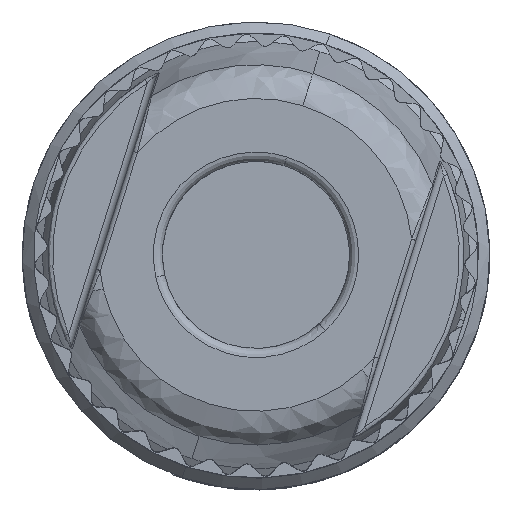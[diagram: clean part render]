
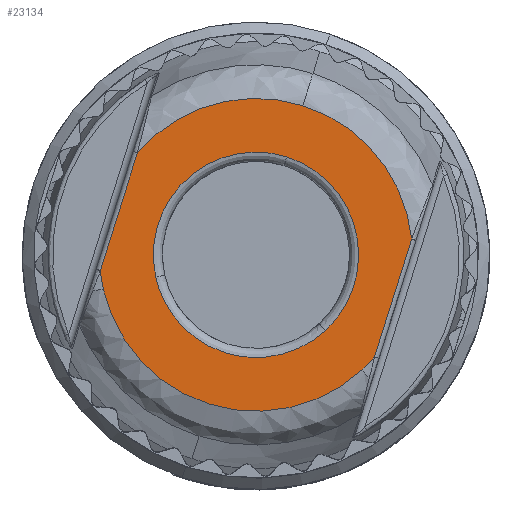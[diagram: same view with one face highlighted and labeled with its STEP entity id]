
A CAD part, top view. The second image highlights one B-rep face of the part: STEP entity #23134.
In plain terms, the highlighted planar face has unit normal (0, 0, 1).
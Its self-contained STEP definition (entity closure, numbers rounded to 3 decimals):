
#23068=AXIS2_PLACEMENT_3D('Plane Axis2P3D',#23065,#23066,#23067) ;
#23081=AXIS2_PLACEMENT_3D('Circle Axis2P3D',#23079,#23080,$) ;
#23088=AXIS2_PLACEMENT_3D('Circle Axis2P3D',#23086,#23087,$) ;
#23102=AXIS2_PLACEMENT_3D('Circle Axis2P3D',#23100,#23101,$) ;
#23109=AXIS2_PLACEMENT_3D('Circle Axis2P3D',#23107,#23108,$) ;
#23116=AXIS2_PLACEMENT_3D('Circle Axis2P3D',#23114,#23115,$) ;
#22983=CARTESIAN_POINT('Vertex',(11.599,14.543,48.9)) ;
#22987=CARTESIAN_POINT('Control Point',(5.858,9.272,48.9)) ;
#22988=CARTESIAN_POINT('Control Point',(4.164,16.88,48.9)) ;
#22989=CARTESIAN_POINT('Control Point',(11.599,14.543,48.9)) ;
#22990=CARTESIAN_POINT('Vertex',(5.858,9.272,48.9)) ;
#23016=CARTESIAN_POINT('Control Point',(8.901,5.957,48.9)) ;
#23017=CARTESIAN_POINT('Control Point',(6.422,6.736,48.9)) ;
#23018=CARTESIAN_POINT('Control Point',(5.858,9.272,48.9)) ;
#23019=CARTESIAN_POINT('Vertex',(8.901,5.957,48.9)) ;
#23023=CARTESIAN_POINT('Control Point',(13.293,6.935,48.9)) ;
#23024=CARTESIAN_POINT('Control Point',(11.379,5.178,48.9)) ;
#23025=CARTESIAN_POINT('Control Point',(8.901,5.957,48.9)) ;
#23026=CARTESIAN_POINT('Vertex',(13.293,6.935,48.9)) ;
#23054=CARTESIAN_POINT('Control Point',(11.599,14.543,48.9)) ;
#23055=CARTESIAN_POINT('Control Point',(19.035,12.206,48.9)) ;
#23056=CARTESIAN_POINT('Control Point',(13.293,6.935,48.9)) ;
#23065=CARTESIAN_POINT('Axis2P3D Location',(15.049,0.506,48.9)) ;
#23070=CARTESIAN_POINT('Line Origine',(16.26,8.361,48.9)) ;
#23074=CARTESIAN_POINT('Vertex',(15.448,5.778,48.9)) ;
#23076=CARTESIAN_POINT('Vertex',(17.072,10.944,48.9)) ;
#23079=CARTESIAN_POINT('Axis2P3D Location',(10.25,10.25,48.9)) ;
#23083=CARTESIAN_POINT('Vertex',(12.306,16.792,48.9)) ;
#23086=CARTESIAN_POINT('Axis2P3D Location',(10.25,10.25,48.9)) ;
#23090=CARTESIAN_POINT('Vertex',(5.052,14.722,48.9)) ;
#23093=CARTESIAN_POINT('Line Origine',(4.24,12.139,48.9)) ;
#23097=CARTESIAN_POINT('Vertex',(3.428,9.556,48.9)) ;
#23100=CARTESIAN_POINT('Axis2P3D Location',(10.25,10.25,48.9)) ;
#23104=CARTESIAN_POINT('Vertex',(3.557,8.76,48.9)) ;
#23107=CARTESIAN_POINT('Axis2P3D Location',(10.25,10.25,48.9)) ;
#23111=CARTESIAN_POINT('Vertex',(14.887,5.199,48.9)) ;
#23114=CARTESIAN_POINT('Axis2P3D Location',(10.25,10.25,48.9)) ;
#23066=DIRECTION('Axis2P3D Direction',(0.,0.,1.)) ;
#23067=DIRECTION('Axis2P3D XDirection',(0.3,0.954,0.)) ;
#23071=DIRECTION('Vector Direction',(0.3,0.954,0.)) ;
#23080=DIRECTION('Axis2P3D Direction',(0.,0.,1.)) ;
#23087=DIRECTION('Axis2P3D Direction',(0.,0.,1.)) ;
#23094=DIRECTION('Vector Direction',(-0.3,-0.954,0.)) ;
#23101=DIRECTION('Axis2P3D Direction',(0.,0.,1.)) ;
#23108=DIRECTION('Axis2P3D Direction',(0.,0.,1.)) ;
#23115=DIRECTION('Axis2P3D Direction',(0.,0.,1.)) ;
#23072=VECTOR('Line Direction',#23071,1.) ;
#23095=VECTOR('Line Direction',#23094,1.) ;
#23120=ORIENTED_EDGE('',*,*,#23078,.T.) ;
#23121=ORIENTED_EDGE('',*,*,#23085,.T.) ;
#23122=ORIENTED_EDGE('',*,*,#23092,.T.) ;
#23123=ORIENTED_EDGE('',*,*,#23099,.T.) ;
#23124=ORIENTED_EDGE('',*,*,#23106,.T.) ;
#23125=ORIENTED_EDGE('',*,*,#23113,.T.) ;
#23126=ORIENTED_EDGE('',*,*,#23118,.T.) ;
#23129=ORIENTED_EDGE('',*,*,#23057,.T.) ;
#23130=ORIENTED_EDGE('',*,*,#23028,.T.) ;
#23131=ORIENTED_EDGE('',*,*,#23021,.T.) ;
#23132=ORIENTED_EDGE('',*,*,#22992,.T.) ;
#23133=FACE_BOUND('',#23128,.T.) ;
#23134=ADVANCED_FACE('Hauptkoerper',(#23127,#23133),#23069,.T.) ;
#23082=CIRCLE('generated circle',#23081,6.857) ;
#23089=CIRCLE('generated circle',#23088,6.857) ;
#23103=CIRCLE('generated circle',#23102,6.857) ;
#23110=CIRCLE('generated circle',#23109,6.857) ;
#23117=CIRCLE('generated circle',#23116,6.857) ;
#22992=EDGE_CURVE('',#22991,#22984,#22986,.T.) ;
#23021=EDGE_CURVE('',#23020,#22991,#23015,.T.) ;
#23028=EDGE_CURVE('',#23027,#23020,#23022,.T.) ;
#23057=EDGE_CURVE('',#22984,#23027,#23053,.T.) ;
#23078=EDGE_CURVE('',#23075,#23077,#23073,.T.) ;
#23085=EDGE_CURVE('',#23077,#23084,#23082,.T.) ;
#23092=EDGE_CURVE('',#23084,#23091,#23089,.T.) ;
#23099=EDGE_CURVE('',#23091,#23098,#23096,.T.) ;
#23106=EDGE_CURVE('',#23098,#23105,#23103,.T.) ;
#23113=EDGE_CURVE('',#23105,#23112,#23110,.T.) ;
#23118=EDGE_CURVE('',#23112,#23075,#23117,.T.) ;
#23119=EDGE_LOOP('',(#23120,#23121,#23122,#23123,#23124,#23125,#23126)) ;
#23128=EDGE_LOOP('',(#23129,#23130,#23131,#23132)) ;
#23127=FACE_OUTER_BOUND('',#23119,.T.) ;
#23073=LINE('Line',#23070,#23072) ;
#23096=LINE('Line',#23093,#23095) ;
#23069=PLANE('',#23068) ;
#22984=VERTEX_POINT('',#22983) ;
#22991=VERTEX_POINT('',#22990) ;
#23020=VERTEX_POINT('',#23019) ;
#23027=VERTEX_POINT('',#23026) ;
#23075=VERTEX_POINT('',#23074) ;
#23077=VERTEX_POINT('',#23076) ;
#23084=VERTEX_POINT('',#23083) ;
#23091=VERTEX_POINT('',#23090) ;
#23098=VERTEX_POINT('',#23097) ;
#23105=VERTEX_POINT('',#23104) ;
#23112=VERTEX_POINT('',#23111) ;
#22986=(BOUNDED_CURVE()B_SPLINE_CURVE(2,(#22987,#22988,#22989),.UNSPECIFIED.,.F.,.U.)B_SPLINE_CURVE_WITH_KNOTS((3,3),(29.447,44.17),.UNSPECIFIED.)CURVE()GEOMETRIC_REPRESENTATION_ITEM()RATIONAL_B_SPLINE_CURVE((1.,0.5,1.))REPRESENTATION_ITEM('')) ;
#23015=(BOUNDED_CURVE()B_SPLINE_CURVE(2,(#23016,#23017,#23018),.UNSPECIFIED.,.F.,.U.)B_SPLINE_CURVE_WITH_KNOTS((3,3),(22.085,29.447),.UNSPECIFIED.)CURVE()GEOMETRIC_REPRESENTATION_ITEM()RATIONAL_B_SPLINE_CURVE((0.75,0.75,1.))REPRESENTATION_ITEM('')) ;
#23022=(BOUNDED_CURVE()B_SPLINE_CURVE(2,(#23023,#23024,#23025),.UNSPECIFIED.,.F.,.U.)B_SPLINE_CURVE_WITH_KNOTS((3,3),(14.723,22.085),.UNSPECIFIED.)CURVE()GEOMETRIC_REPRESENTATION_ITEM()RATIONAL_B_SPLINE_CURVE((1.,0.75,0.75))REPRESENTATION_ITEM('')) ;
#23053=(BOUNDED_CURVE()B_SPLINE_CURVE(2,(#23054,#23055,#23056),.UNSPECIFIED.,.F.,.U.)B_SPLINE_CURVE_WITH_KNOTS((3,3),(0.,14.723),.UNSPECIFIED.)CURVE()GEOMETRIC_REPRESENTATION_ITEM()RATIONAL_B_SPLINE_CURVE((1.,0.5,1.))REPRESENTATION_ITEM('')) ;
